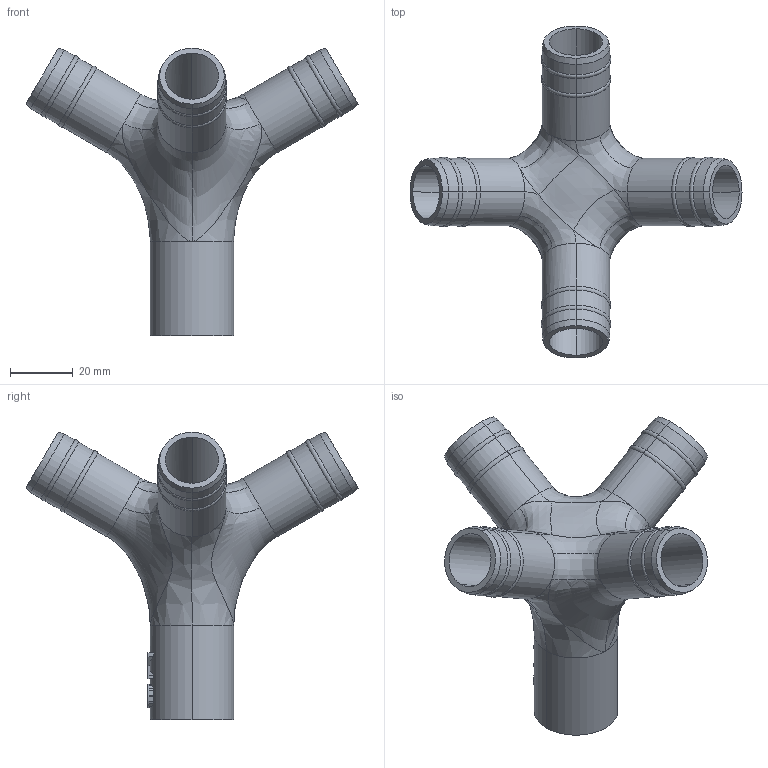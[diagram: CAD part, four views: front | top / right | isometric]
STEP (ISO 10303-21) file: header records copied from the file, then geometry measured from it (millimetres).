
FILE_DESCRIPTION((''),'2;1');
FILE_NAME('4WAY_SPLITTER_WIZARDRY_V2','2020-03-27T18:42:09',('W05-PC'),(''),'CREO PARAMETRIC BY PTC INC, 2016510','CREO PARAMETRIC BY PTC INC, 2016510','');
FILE_SCHEMA(('CONFIG_CONTROL_DESIGN'));
Length unit declared in the file: millimetre
Products named in the file (1): 4WAY_SPLITTER_WIZARDRY_V2
Bounding box: 105.51 x 105.51 x 91.38 mm (x, y, z)
Volume: 34294.8 mm3; surface area: 30527.8 mm2
Topology: 1 solids, 1 shells, 183 faces, 452 edges, 270 vertices
Faces by surface type: plane 71, bspline 42, cylinder 40, torus 20, cone 10
Entity records: 12290 total; most frequent: CARTESIAN_POINT 8229, ORIENTED_EDGE 904, DIRECTION 731, EDGE_CURVE 452, AXIS2_PLACEMENT_3D 271, VERTEX_POINT 270, EDGE_LOOP 190, VECTOR 189
